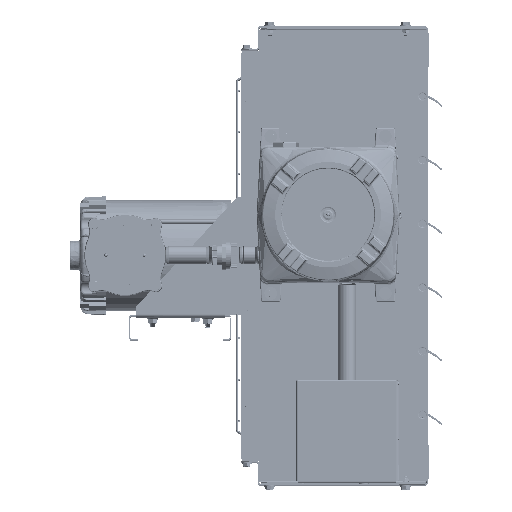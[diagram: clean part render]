
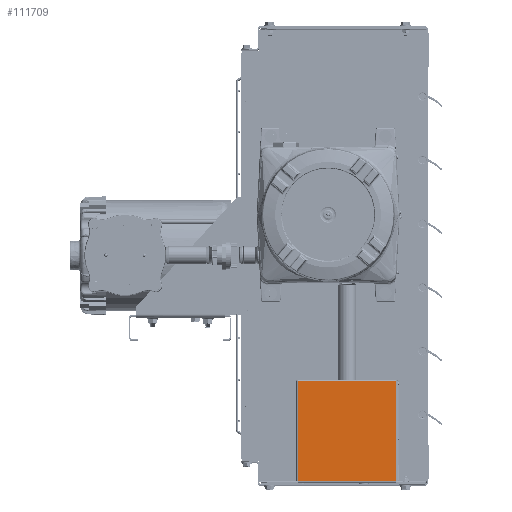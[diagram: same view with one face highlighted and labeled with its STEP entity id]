
A CAD part, top view. The second image highlights one B-rep face of the part: STEP entity #111709.
In plain terms, the highlighted planar face has unit normal (0, 0, 1).
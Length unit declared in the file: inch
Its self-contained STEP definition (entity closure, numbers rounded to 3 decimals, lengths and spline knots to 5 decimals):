
#31113 = LINE ( 'NONE', #162427, #346300 ) ;
#41696 = VERTEX_POINT ( 'NONE', #151798 ) ;
#52498 = VERTEX_POINT ( 'NONE', #57681 ) ;
#57681 = CARTESIAN_POINT ( 'NONE',  ( -2.9022, 7.69543, 16.5648 ) ) ;
#64845 = ORIENTED_EDGE ( 'NONE', *, *, #120398, .F. ) ;
#81432 = VECTOR ( 'NONE', #209530, 39.37008 ) ;
#87530 = VECTOR ( 'NONE', #364882, 39.37008 ) ;
#89356 = EDGE_CURVE ( 'NONE', #365686, #337172, #31113, .T. ) ;
#91032 = LINE ( 'NONE', #178844, #81432 ) ;
#111709 = ADVANCED_FACE ( 'NONE', ( #217614 ), #188166, .T. ) ;
#120398 = EDGE_CURVE ( 'NONE', #41696, #52498, #330982, .T. ) ;
#145623 = LINE ( 'NONE', #345942, #188478 ) ;
#151798 = CARTESIAN_POINT ( 'NONE',  ( -2.9022, 1.79543, 16.5648 ) ) ;
#158813 = DIRECTION ( 'NONE',  ( 0., 0., 1. ) ) ;
#162427 = CARTESIAN_POINT ( 'NONE',  ( 2.9022, 1.74543, 16.5648 ) ) ;
#178844 = CARTESIAN_POINT ( 'NONE',  ( -2.9022, 1.79543, 16.5648 ) ) ;
#188166 = PLANE ( 'NONE',  #216008 ) ;
#188478 = VECTOR ( 'NONE', #376750, 39.37008 ) ;
#209530 = DIRECTION ( 'NONE',  ( 1., 0., 0. ) ) ;
#216008 = AXIS2_PLACEMENT_3D ( 'NONE', #341518, #158813, #372349 ) ;
#217614 = FACE_OUTER_BOUND ( 'NONE', #239906, .T. ) ;
#220879 = ORIENTED_EDGE ( 'NONE', *, *, #373270, .T. ) ;
#239906 = EDGE_LOOP ( 'NONE', ( #250560, #220879, #64845, #340109 ) ) ;
#250560 = ORIENTED_EDGE ( 'NONE', *, *, #89356, .T. ) ;
#318232 = CARTESIAN_POINT ( 'NONE',  ( 2.9022, 1.79543, 16.5648 ) ) ;
#330982 = LINE ( 'NONE', #334080, #87530 ) ;
#334080 = CARTESIAN_POINT ( 'NONE',  ( -2.9022, 1.74543, 16.5648 ) ) ;
#337172 = VERTEX_POINT ( 'NONE', #371901 ) ;
#340109 = ORIENTED_EDGE ( 'NONE', *, *, #343967, .T. ) ;
#341518 = CARTESIAN_POINT ( 'NONE',  ( -3., 1.74543, 16.5648 ) ) ;
#343967 = EDGE_CURVE ( 'NONE', #41696, #365686, #91032, .T. ) ;
#345942 = CARTESIAN_POINT ( 'NONE',  ( 2.9022, 7.69543, 16.5648 ) ) ;
#346300 = VECTOR ( 'NONE', #346486, 39.37008 ) ;
#346486 = DIRECTION ( 'NONE',  ( 0., 1., 0. ) ) ;
#364882 = DIRECTION ( 'NONE',  ( 0., 1., 0. ) ) ;
#365686 = VERTEX_POINT ( 'NONE', #318232 ) ;
#371901 = CARTESIAN_POINT ( 'NONE',  ( 2.9022, 7.69543, 16.5648 ) ) ;
#372349 = DIRECTION ( 'NONE',  ( 0., -1., 0. ) ) ;
#373270 = EDGE_CURVE ( 'NONE', #337172, #52498, #145623, .T. ) ;
#376750 = DIRECTION ( 'NONE',  ( -1., 0., 0. ) ) ;
